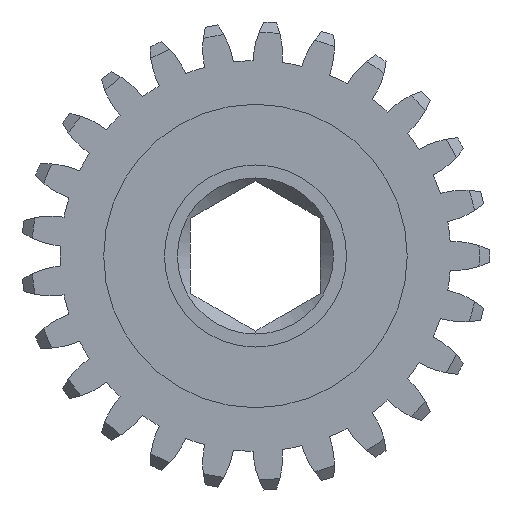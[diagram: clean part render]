
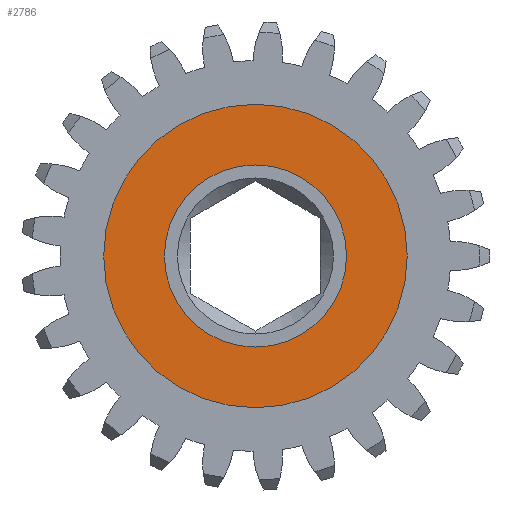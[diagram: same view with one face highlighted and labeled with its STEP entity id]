
A CAD part, left-side view. The second image highlights one B-rep face of the part: STEP entity #2786.
In plain terms, the highlighted planar face has unit normal (-1, 0, 0).
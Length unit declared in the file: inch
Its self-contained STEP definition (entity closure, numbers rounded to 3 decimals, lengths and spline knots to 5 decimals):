
#73 = CARTESIAN_POINT ( 'NONE',  ( 0.1375, 0., 0.4375 ) ) ;
#256 = DIRECTION ( 'NONE',  ( -1., 0., 0. ) ) ;
#288 = VERTEX_POINT ( 'NONE', #2793 ) ;
#290 = CARTESIAN_POINT ( 'NONE',  ( 0.1375, 0., 0. ) ) ;
#448 = VERTEX_POINT ( 'NONE', #73 ) ;
#633 = CIRCLE ( 'NONE', #838, 0.2625 ) ;
#747 = DIRECTION ( 'NONE',  ( -1., 0., 0. ) ) ;
#838 = AXIS2_PLACEMENT_3D ( 'NONE', #290, #747, #6040 ) ;
#881 = DIRECTION ( 'NONE',  ( 0., 0., 1. ) ) ;
#897 = EDGE_CURVE ( 'NONE', #448, #5806, #2630, .T. ) ;
#990 = DIRECTION ( 'NONE',  ( -1., 0., 0. ) ) ;
#1428 = DIRECTION ( 'NONE',  ( 0., 0., 1. ) ) ;
#1508 = FACE_OUTER_BOUND ( 'NONE', #2254, .T. ) ;
#1533 = CIRCLE ( 'NONE', #5375, 0.2625 ) ;
#1673 = EDGE_CURVE ( 'NONE', #288, #5302, #1533, .T. ) ;
#1996 = CARTESIAN_POINT ( 'NONE',  ( 0.1375, 0., 0. ) ) ;
#2057 = DIRECTION ( 'NONE',  ( -1., 0., 0. ) ) ;
#2142 = CIRCLE ( 'NONE', #2945, 0.4375 ) ;
#2145 = EDGE_CURVE ( 'NONE', #5806, #448, #2142, .T. ) ;
#2254 = EDGE_LOOP ( 'NONE', ( #3176, #4107 ) ) ;
#2433 = DIRECTION ( 'NONE',  ( -1., 0., 0. ) ) ;
#2630 = CIRCLE ( 'NONE', #4867, 0.4375 ) ;
#2786 = ADVANCED_FACE ( 'NONE', ( #5943, #1508 ), #3990, .T. ) ;
#2793 = CARTESIAN_POINT ( 'NONE',  ( 0.1375, 0., 0.2625 ) ) ;
#2945 = AXIS2_PLACEMENT_3D ( 'NONE', #6244, #2433, #881 ) ;
#2952 = EDGE_CURVE ( 'NONE', #5302, #288, #633, .T. ) ;
#3138 = CARTESIAN_POINT ( 'NONE',  ( 0.1375, 0., 0. ) ) ;
#3176 = ORIENTED_EDGE ( 'NONE', *, *, #897, .T. ) ;
#3403 = CARTESIAN_POINT ( 'NONE',  ( 0.1375, 0., 0. ) ) ;
#3513 = CARTESIAN_POINT ( 'NONE',  ( 0.1375, 0., -0.2625 ) ) ;
#3807 = ORIENTED_EDGE ( 'NONE', *, *, #2952, .F. ) ;
#3869 = ORIENTED_EDGE ( 'NONE', *, *, #1673, .F. ) ;
#3873 = AXIS2_PLACEMENT_3D ( 'NONE', #1996, #2057, #5882 ) ;
#3990 = PLANE ( 'NONE',  #3873 ) ;
#4107 = ORIENTED_EDGE ( 'NONE', *, *, #2145, .T. ) ;
#4291 = CARTESIAN_POINT ( 'NONE',  ( 0.1375, 0., -0.4375 ) ) ;
#4584 = EDGE_LOOP ( 'NONE', ( #3807, #3869 ) ) ;
#4867 = AXIS2_PLACEMENT_3D ( 'NONE', #3138, #256, #6028 ) ;
#5302 = VERTEX_POINT ( 'NONE', #3513 ) ;
#5375 = AXIS2_PLACEMENT_3D ( 'NONE', #3403, #990, #1428 ) ;
#5806 = VERTEX_POINT ( 'NONE', #4291 ) ;
#5882 = DIRECTION ( 'NONE',  ( 0., 0., 1. ) ) ;
#5943 = FACE_BOUND ( 'NONE', #4584, .T. ) ;
#6028 = DIRECTION ( 'NONE',  ( 0., 0., 1. ) ) ;
#6040 = DIRECTION ( 'NONE',  ( 0., 0., 1. ) ) ;
#6244 = CARTESIAN_POINT ( 'NONE',  ( 0.1375, 0., 0. ) ) ;
